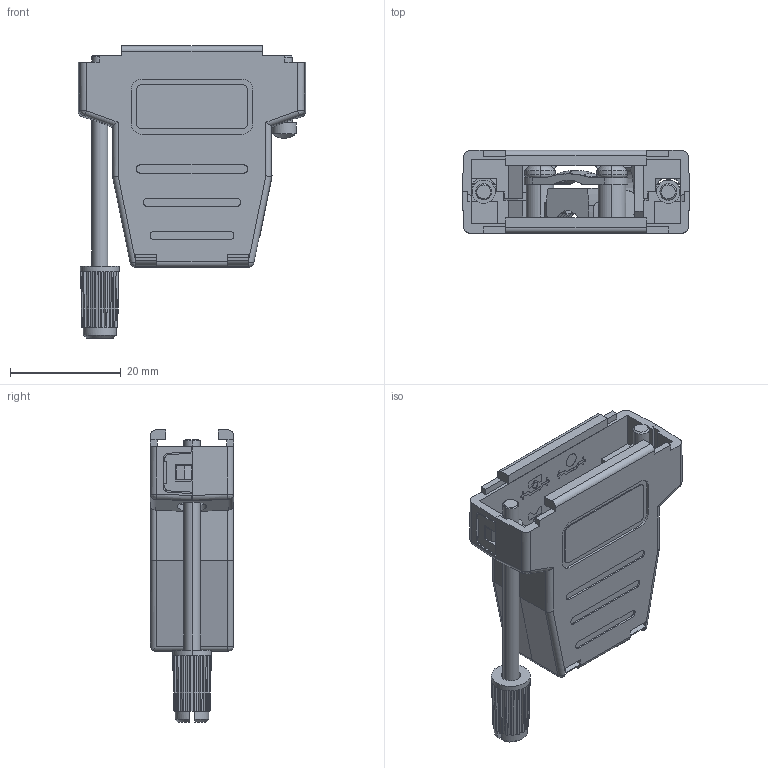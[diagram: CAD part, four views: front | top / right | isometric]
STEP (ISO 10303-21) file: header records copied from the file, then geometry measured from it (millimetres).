
FILE_DESCRIPTION (( 'STEP AP214' ), '1' );
FILE_NAME ('6260-0107-02.STEP', '2022-03-30T14:26:28', ( '' ), ( '' ), 'SwSTEP 2.0', 'SolidWorks 2021', '' );
FILE_SCHEMA (( 'AUTOMOTIVE_DESIGN' ));
Length unit declared in the file: millimetre
Products named in the file (9): 6826-0133-04; 6822-0128-01; 6260-0107-02; 6830-0106-01; 6838-0109-01; 6811-0162-11 Part 1; 6811-0162-11 Part 2; 6855-0109-01; 6718-0101-01
Assembly tree (9 placements, depth 2):
  6260-0107-02
    6811-0162-11 Part 1
    6718-0101-01
    6811-0162-11 Part 2
    6822-0128-01
    6826-0133-04
    6830-0106-01
    6838-0109-01
    6855-0109-01  x2
Bounding box: 41.1 x 15 x 52.8 mm (x, y, z)
Volume: 7667.5 mm3; surface area: 11511.1 mm2
Topology: 11 solids, 11 shells, 1008 faces, 2670 edges, 1723 vertices
Faces by surface type: plane 683, cylinder 239, cone 43, bspline 32, torus 9, sphere 2
Entity records: 31608 total; most frequent: CARTESIAN_POINT 7077, ORIENTED_EDGE 5162, DIRECTION 4876, EDGE_CURVE 2581, LINE 1816, VECTOR 1816, VERTEX_POINT 1669, AXIS2_PLACEMENT_3D 1530
